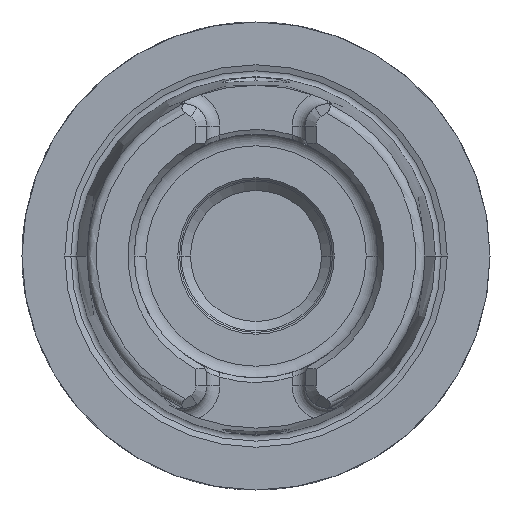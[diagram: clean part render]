
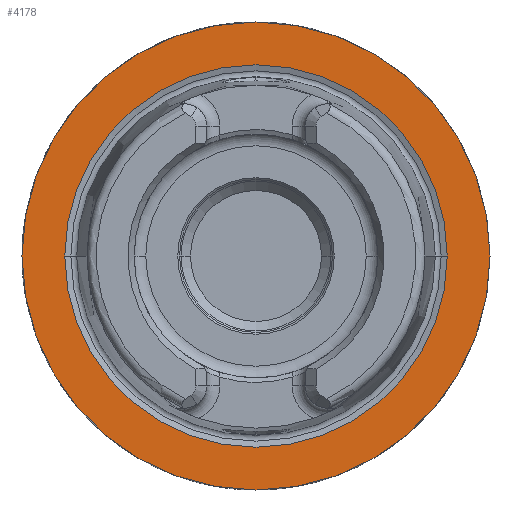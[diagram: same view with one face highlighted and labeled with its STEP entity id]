
A CAD part, left-side view. The second image highlights one B-rep face of the part: STEP entity #4178.
In plain terms, the highlighted planar face has unit normal (-1, 0, 0).
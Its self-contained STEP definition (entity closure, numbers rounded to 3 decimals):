
#867=CARTESIAN_POINT('',(0.,0.,0.));
#868=DIRECTION('',(1.,0.,0.));
#869=DIRECTION('',(0.,1.,0.));
#870=AXIS2_PLACEMENT_3D('',#867,#868,#869);
#872=CARTESIAN_POINT('',(0.,0.,0.));
#873=DIRECTION('',(-1.,0.,0.));
#874=DIRECTION('',(0.,1.,0.));
#875=AXIS2_PLACEMENT_3D('',#872,#873,#874);
#877=CARTESIAN_POINT('',(0.,0.,0.));
#878=DIRECTION('',(-1.,0.,0.));
#879=DIRECTION('',(0.,-1.,0.));
#880=AXIS2_PLACEMENT_3D('',#877,#878,#879);
#882=CARTESIAN_POINT('',(0.,0.,0.));
#883=DIRECTION('',(-1.,0.,0.));
#884=DIRECTION('',(0.,1.,0.));
#885=AXIS2_PLACEMENT_3D('',#882,#883,#884);
#2744=CARTESIAN_POINT('',(0.,-20.425,0.));
#2745=VERTEX_POINT('',#2744);
#2746=CARTESIAN_POINT('',(0.,20.425,0.));
#2747=VERTEX_POINT('',#2746);
#3086=CARTESIAN_POINT('',(0.,25.,0.));
#3087=CARTESIAN_POINT('',(0.,-25.,0.));
#3088=VERTEX_POINT('',#3086);
#3089=VERTEX_POINT('',#3087);
#4163=CARTESIAN_POINT('',(0.,0.,0.));
#4164=DIRECTION('',(1.,0.,0.));
#4165=DIRECTION('',(0.,-1.,0.));
#4166=AXIS2_PLACEMENT_3D('',#4163,#4164,#4165);
#4167=PLANE('',#4166);
#4169=ORIENTED_EDGE('',*,*,#4168,.T.);
#4171=ORIENTED_EDGE('',*,*,#4170,.F.);
#4172=EDGE_LOOP('',(#4169,#4171));
#4173=FACE_OUTER_BOUND('',#4172,.F.);
#4174=ORIENTED_EDGE('',*,*,#4158,.T.);
#4175=ORIENTED_EDGE('',*,*,#4142,.T.);
#4176=EDGE_LOOP('',(#4174,#4175));
#4177=FACE_BOUND('',#4176,.F.);
#4178=ADVANCED_FACE('',(#4173,#4177),#4167,.F.);
#871=CIRCLE('',#870,25.);
#876=CIRCLE('',#875,25.);
#881=CIRCLE('',#880,20.425);
#886=CIRCLE('',#885,20.425);
#4142=EDGE_CURVE('',#2747,#2745,#886,.T.);
#4158=EDGE_CURVE('',#2745,#2747,#881,.T.);
#4168=EDGE_CURVE('',#3088,#3089,#871,.T.);
#4170=EDGE_CURVE('',#3088,#3089,#876,.T.);
